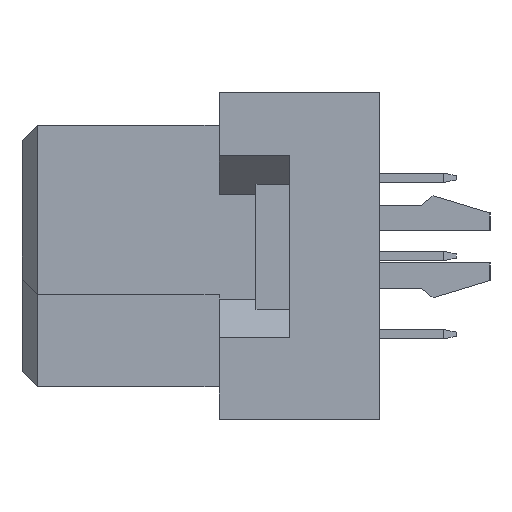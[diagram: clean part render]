
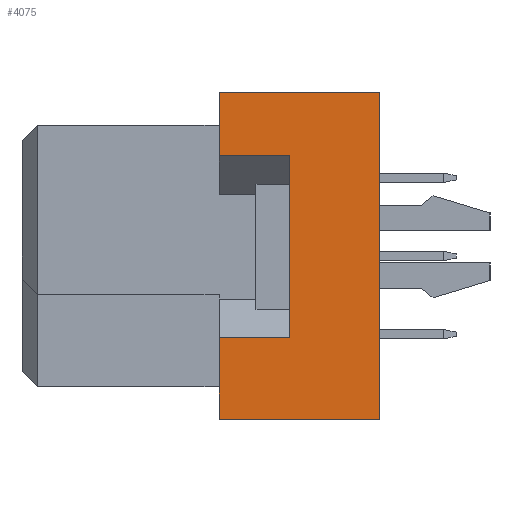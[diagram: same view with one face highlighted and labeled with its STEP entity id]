
A CAD part, left-side view. The second image highlights one B-rep face of the part: STEP entity #4075.
In plain terms, the highlighted planar face has unit normal (-1, 0, 0).
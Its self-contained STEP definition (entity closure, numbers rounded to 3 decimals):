
#227 = VERTEX_POINT ( 'NONE', #17315 ) ;
#266 = VECTOR ( 'NONE', #366, 1000. ) ;
#366 = DIRECTION ( 'NONE',  ( 0., 0., 1. ) ) ;
#815 = VERTEX_POINT ( 'NONE', #33752 ) ;
#1865 = DIRECTION ( 'NONE',  ( -1., 0., 0. ) ) ;
#2520 = DIRECTION ( 'NONE',  ( 0., 0., 1. ) ) ;
#2997 = CARTESIAN_POINT ( 'NONE',  ( -47.5, -8.7, 3.25 ) ) ;
#3057 = VERTEX_POINT ( 'NONE', #25780 ) ;
#3389 = ORIENTED_EDGE ( 'NONE', *, *, #7194, .T. ) ;
#4075 = ADVANCED_FACE ( 'NONE', ( #5913 ), #29540, .T. ) ;
#5509 = VECTOR ( 'NONE', #2520, 1000. ) ;
#5662 = VERTEX_POINT ( 'NONE', #23645 ) ;
#5703 = DIRECTION ( 'NONE',  ( 0., 1., 0. ) ) ;
#5913 = FACE_OUTER_BOUND ( 'NONE', #27605, .T. ) ;
#6105 = ORIENTED_EDGE ( 'NONE', *, *, #30298, .F. ) ;
#6430 = CARTESIAN_POINT ( 'NONE',  ( -47.5, -6.4, -5.3 ) ) ;
#6600 = VECTOR ( 'NONE', #21358, 1000. ) ;
#7194 = EDGE_CURVE ( 'NONE', #25488, #815, #28461, .T. ) ;
#7269 = VERTEX_POINT ( 'NONE', #29060 ) ;
#9525 = CARTESIAN_POINT ( 'NONE',  ( -47.5, -8.7, -2.65 ) ) ;
#10245 = VECTOR ( 'NONE', #5703, 1000. ) ;
#10290 = VERTEX_POINT ( 'NONE', #21429 ) ;
#11011 = CARTESIAN_POINT ( 'NONE',  ( -47.5, -6.4, -5.3 ) ) ;
#11169 = DIRECTION ( 'NONE',  ( 0., 0., 1. ) ) ;
#12062 = LINE ( 'NONE', #39733, #6600 ) ;
#12352 = CARTESIAN_POINT ( 'NONE',  ( -47.5, -11.6, -5.3 ) ) ;
#12547 = ORIENTED_EDGE ( 'NONE', *, *, #36862, .F. ) ;
#12758 = LINE ( 'NONE', #9525, #5509 ) ;
#12926 = CARTESIAN_POINT ( 'NONE',  ( -47.5, -8.7, -2.65 ) ) ;
#13985 = EDGE_CURVE ( 'NONE', #39843, #3057, #18549, .T. ) ;
#15759 = EDGE_CURVE ( 'NONE', #10290, #815, #21799, .T. ) ;
#16283 = ORIENTED_EDGE ( 'NONE', *, *, #36765, .T. ) ;
#16456 = CARTESIAN_POINT ( 'NONE',  ( -47.5, -8.7, 3.25 ) ) ;
#17271 = LINE ( 'NONE', #11011, #20162 ) ;
#17315 = CARTESIAN_POINT ( 'NONE',  ( -47.5, -11.6, 5.3 ) ) ;
#17664 = DIRECTION ( 'NONE',  ( 0., 0., 1. ) ) ;
#18186 = CARTESIAN_POINT ( 'NONE',  ( -47.5, -11.6, 5.3 ) ) ;
#18549 = LINE ( 'NONE', #2997, #21137 ) ;
#19189 = DIRECTION ( 'NONE',  ( 0., 1., 0. ) ) ;
#20162 = VECTOR ( 'NONE', #17664, 1000. ) ;
#20611 = EDGE_CURVE ( 'NONE', #25488, #39843, #12758, .T. ) ;
#21137 = VECTOR ( 'NONE', #30863, 1000. ) ;
#21358 = DIRECTION ( 'NONE',  ( 0., 1., 0. ) ) ;
#21429 = CARTESIAN_POINT ( 'NONE',  ( -47.5, -6.4, -5.3 ) ) ;
#21458 = LINE ( 'NONE', #12352, #10245 ) ;
#21799 = LINE ( 'NONE', #6430, #266 ) ;
#23645 = CARTESIAN_POINT ( 'NONE',  ( -47.5, -11.6, -5.3 ) ) ;
#25488 = VERTEX_POINT ( 'NONE', #32392 ) ;
#25780 = CARTESIAN_POINT ( 'NONE',  ( -47.5, -6.4, 3.25 ) ) ;
#26707 = ORIENTED_EDGE ( 'NONE', *, *, #13985, .F. ) ;
#26800 = ORIENTED_EDGE ( 'NONE', *, *, #15759, .F. ) ;
#27355 = ORIENTED_EDGE ( 'NONE', *, *, #20611, .F. ) ;
#27605 = EDGE_LOOP ( 'NONE', ( #3389, #26800, #6105, #29489, #16283, #12547, #26707, #27355 ) ) ;
#28461 = LINE ( 'NONE', #12926, #36787 ) ;
#29060 = CARTESIAN_POINT ( 'NONE',  ( -47.5, -6.4, 5.3 ) ) ;
#29489 = ORIENTED_EDGE ( 'NONE', *, *, #39943, .T. ) ;
#29540 = PLANE ( 'NONE',  #37309 ) ;
#30298 = EDGE_CURVE ( 'NONE', #5662, #10290, #21458, .T. ) ;
#30863 = DIRECTION ( 'NONE',  ( 0., 1., 0. ) ) ;
#32392 = CARTESIAN_POINT ( 'NONE',  ( -47.5, -8.7, -2.65 ) ) ;
#33752 = CARTESIAN_POINT ( 'NONE',  ( -47.5, -6.4, -2.65 ) ) ;
#33945 = DIRECTION ( 'NONE',  ( 0., 0., 1. ) ) ;
#35042 = VECTOR ( 'NONE', #33945, 1000. ) ;
#36567 = LINE ( 'NONE', #18186, #35042 ) ;
#36765 = EDGE_CURVE ( 'NONE', #227, #7269, #12062, .T. ) ;
#36787 = VECTOR ( 'NONE', #19189, 1000. ) ;
#36862 = EDGE_CURVE ( 'NONE', #3057, #7269, #17271, .T. ) ;
#37309 = AXIS2_PLACEMENT_3D ( 'NONE', #39232, #1865, #11169 ) ;
#39232 = CARTESIAN_POINT ( 'NONE',  ( -47.5, -11.6, 5.3 ) ) ;
#39733 = CARTESIAN_POINT ( 'NONE',  ( -47.5, -11.6, 5.3 ) ) ;
#39843 = VERTEX_POINT ( 'NONE', #16456 ) ;
#39943 = EDGE_CURVE ( 'NONE', #5662, #227, #36567, .T. ) ;
